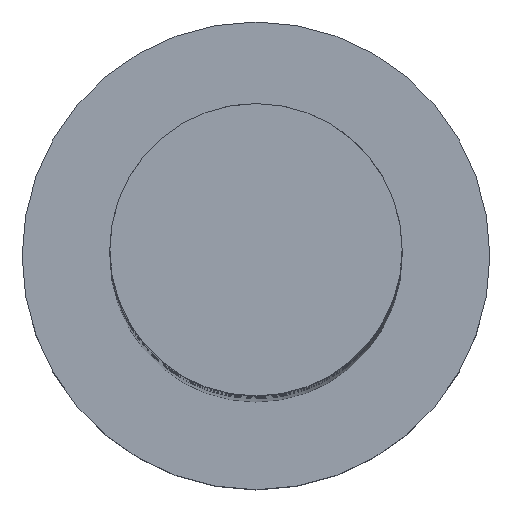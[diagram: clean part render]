
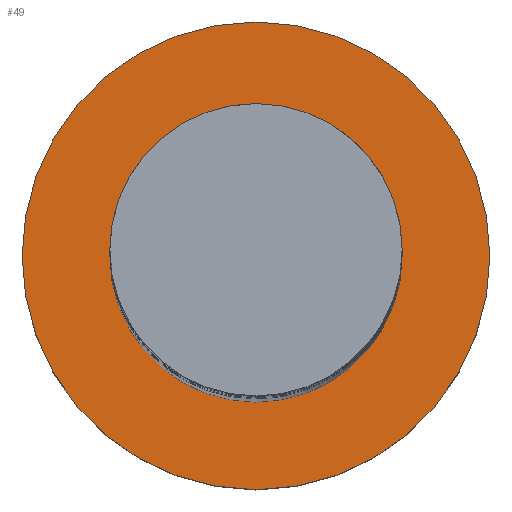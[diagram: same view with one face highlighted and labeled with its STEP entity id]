
A CAD part, top view. The second image highlights one B-rep face of the part: STEP entity #49.
In plain terms, the highlighted planar face has unit normal (0, 0, 1).
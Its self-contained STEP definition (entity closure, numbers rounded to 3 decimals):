
#49 = ADVANCED_FACE ( 'NONE', ( #1017, #655 ), #1233, .T. ) ;
#148 = CARTESIAN_POINT ( 'NONE',  ( 0., 0., 5. ) ) ;
#181 = CARTESIAN_POINT ( 'NONE',  ( 0., 0., 5. ) ) ;
#228 = ORIENTED_EDGE ( 'NONE', *, *, #1051, .T. ) ;
#266 = CIRCLE ( 'NONE', #1371, 8. ) ;
#360 = AXIS2_PLACEMENT_3D ( 'NONE', #1239, #617, #1254 ) ;
#363 = DIRECTION ( 'NONE',  ( 1., 0., 0. ) ) ;
#378 = VERTEX_POINT ( 'NONE', #921 ) ;
#393 = CIRCLE ( 'NONE', #1270, 8. ) ;
#430 = DIRECTION ( 'NONE',  ( 1., 0., 0. ) ) ;
#473 = CIRCLE ( 'NONE', #1225, 5. ) ;
#476 = EDGE_CURVE ( 'NONE', #530, #1235, #393, .T. ) ;
#530 = VERTEX_POINT ( 'NONE', #1011 ) ;
#561 = AXIS2_PLACEMENT_3D ( 'NONE', #148, #619, #1480 ) ;
#617 = DIRECTION ( 'NONE',  ( 0., 0., 1. ) ) ;
#619 = DIRECTION ( 'NONE',  ( 0., 0., 1. ) ) ;
#655 = FACE_OUTER_BOUND ( 'NONE', #826, .T. ) ;
#685 = CARTESIAN_POINT ( 'NONE',  ( 8., 0., 5. ) ) ;
#716 = CARTESIAN_POINT ( 'NONE',  ( 0., 0., 5. ) ) ;
#826 = EDGE_LOOP ( 'NONE', ( #1525, #228 ) ) ;
#921 = CARTESIAN_POINT ( 'NONE',  ( 5., 0., 5. ) ) ;
#960 = EDGE_CURVE ( 'NONE', #378, #1089, #473, .T. ) ;
#998 = CIRCLE ( 'NONE', #561, 5. ) ;
#999 = ORIENTED_EDGE ( 'NONE', *, *, #1456, .F. ) ;
#1007 = CARTESIAN_POINT ( 'NONE',  ( 0., 0., 5. ) ) ;
#1011 = CARTESIAN_POINT ( 'NONE',  ( -8., 0., 5. ) ) ;
#1017 = FACE_BOUND ( 'NONE', #1558, .T. ) ;
#1051 = EDGE_CURVE ( 'NONE', #1235, #530, #266, .T. ) ;
#1089 = VERTEX_POINT ( 'NONE', #1308 ) ;
#1139 = DIRECTION ( 'NONE',  ( 0., 0., 1. ) ) ;
#1225 = AXIS2_PLACEMENT_3D ( 'NONE', #1007, #1384, #1369 ) ;
#1233 = PLANE ( 'NONE',  #360 ) ;
#1235 = VERTEX_POINT ( 'NONE', #685 ) ;
#1239 = CARTESIAN_POINT ( 'NONE',  ( 0., 0., 5. ) ) ;
#1254 = DIRECTION ( 'NONE',  ( 1., 0., 0. ) ) ;
#1256 = ORIENTED_EDGE ( 'NONE', *, *, #960, .F. ) ;
#1270 = AXIS2_PLACEMENT_3D ( 'NONE', #181, #1139, #430 ) ;
#1308 = CARTESIAN_POINT ( 'NONE',  ( -5., 0., 5. ) ) ;
#1369 = DIRECTION ( 'NONE',  ( 1., 0., 0. ) ) ;
#1371 = AXIS2_PLACEMENT_3D ( 'NONE', #716, #1434, #363 ) ;
#1384 = DIRECTION ( 'NONE',  ( 0., 0., 1. ) ) ;
#1434 = DIRECTION ( 'NONE',  ( 0., 0., 1. ) ) ;
#1456 = EDGE_CURVE ( 'NONE', #1089, #378, #998, .T. ) ;
#1480 = DIRECTION ( 'NONE',  ( 1., 0., 0. ) ) ;
#1525 = ORIENTED_EDGE ( 'NONE', *, *, #476, .T. ) ;
#1558 = EDGE_LOOP ( 'NONE', ( #999, #1256 ) ) ;
